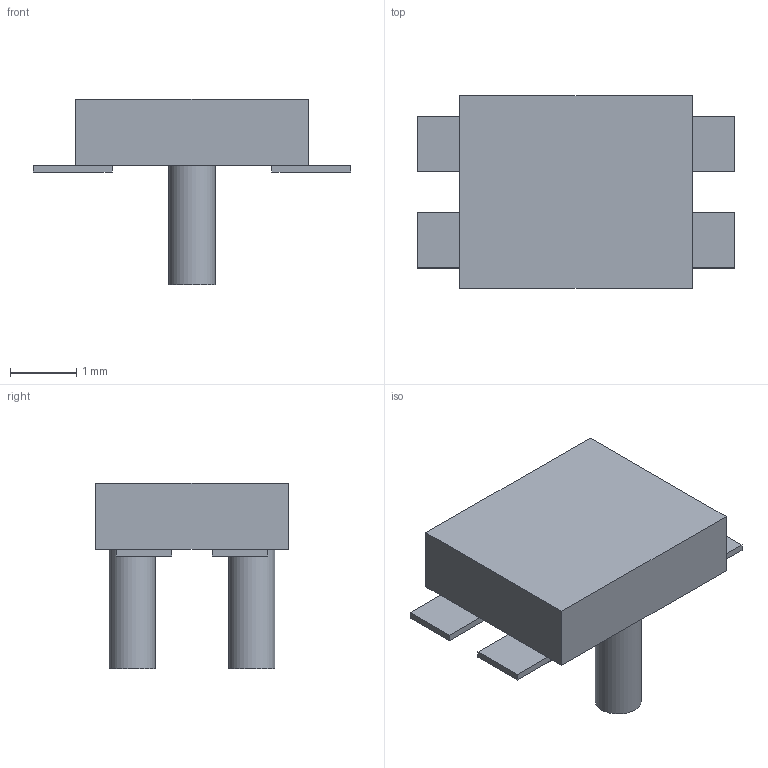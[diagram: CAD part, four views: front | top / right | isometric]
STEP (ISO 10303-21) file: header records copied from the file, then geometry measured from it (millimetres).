
FILE_DESCRIPTION(('FreeCAD Model'),'2;1');
FILE_NAME('1348849.1.2.stp','2020-04-10T04:14:15',( 'Author'),(''),'Open CASCADE STEP processor 6.9','FreeCAD','Unknown' );
FILE_SCHEMA(('AUTOMOTIVE_DESIGN { 1 0 10303 214 1 1 1 1 }'));
Length unit declared in the file: millimetre
Products named in the file (4): ASSEMBLY; Body; Pins; Lugs
Assembly tree (4 placements, depth 2):
  ASSEMBLY
    Body
    Pins
    Lugs  x2
Bounding box: 4.79 x 2.9 x 2.8 mm (x, y, z)
Volume: 13.3 mm3; surface area: 61.6 mm2
Topology: 9 solids, 9 shells, 42 faces, 72 edges, 48 vertices
Faces by surface type: plane 38, cylinder 4
Full cylindrical faces by diameter (mm): 0.7 x4
Entity records: 1860 total; most frequent: DIRECTION 284, CARTESIAN_POINT 283, LINE 190, VECTOR 190, ORIENTED_EDGE 132, PCURVE 132, DEFINITIONAL_REPRESENTATION 132, EDGE_CURVE 66
